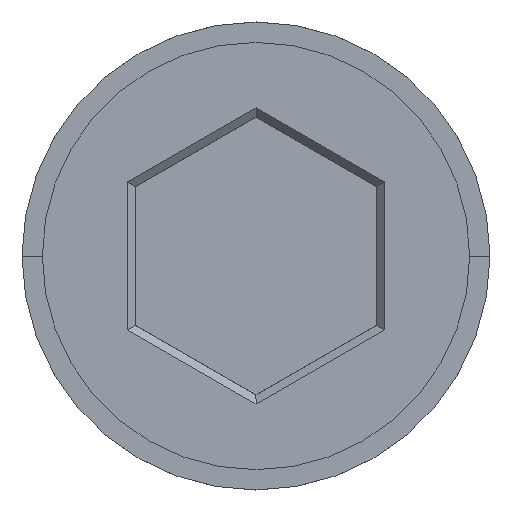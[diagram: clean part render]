
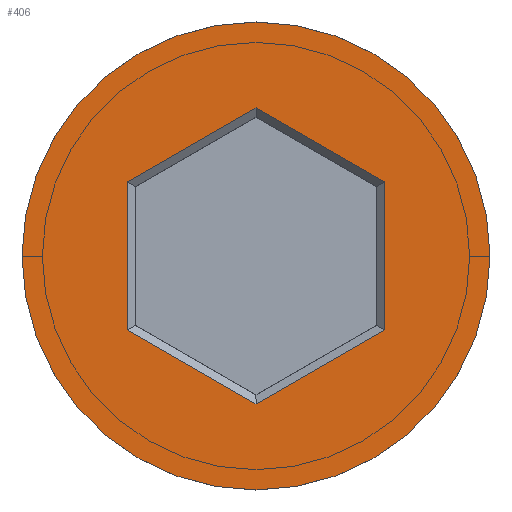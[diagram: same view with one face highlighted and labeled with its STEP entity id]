
A CAD part, top view. The second image highlights one B-rep face of the part: STEP entity #406.
In plain terms, the highlighted planar face has unit normal (0, 0, 1).
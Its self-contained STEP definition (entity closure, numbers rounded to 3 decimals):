
#5 = DIRECTION ( 'NONE',  ( 1., 0., 0. ) ) ;
#8 = LINE ( 'NONE', #1430, #1086 ) ;
#9 = VERTEX_POINT ( 'NONE', #967 ) ;
#42 = ORIENTED_EDGE ( 'NONE', *, *, #1337, .T. ) ;
#46 = CARTESIAN_POINT ( 'NONE',  ( 0., 3.637, 0. ) ) ;
#62 = CARTESIAN_POINT ( 'NONE',  ( 0., 0., 0. ) ) ;
#141 = DIRECTION ( 'NONE',  ( 0., 1., 0. ) ) ;
#171 = VECTOR ( 'NONE', #433, 1000. ) ;
#180 = VERTEX_POINT ( 'NONE', #538 ) ;
#194 = EDGE_CURVE ( 'NONE', #314, #9, #326, .T. ) ;
#222 = AXIS2_PLACEMENT_3D ( 'NONE', #300, #1199, #1213 ) ;
#233 = VERTEX_POINT ( 'NONE', #354 ) ;
#300 = CARTESIAN_POINT ( 'NONE',  ( 0., 0., 0. ) ) ;
#314 = VERTEX_POINT ( 'NONE', #46 ) ;
#326 = LINE ( 'NONE', #771, #524 ) ;
#331 = DIRECTION ( 'NONE',  ( -0.866, 0.5, 0. ) ) ;
#354 = CARTESIAN_POINT ( 'NONE',  ( -3.15, -1.819, 0. ) ) ;
#361 = AXIS2_PLACEMENT_3D ( 'NONE', #62, #1374, #833 ) ;
#389 = CARTESIAN_POINT ( 'NONE',  ( 0.1, -3.58, 0. ) ) ;
#406 = ADVANCED_FACE ( 'NONE', ( #603, #942 ), #1275, .T. ) ;
#433 = DIRECTION ( 'NONE',  ( 0., -1., 0. ) ) ;
#439 = VERTEX_POINT ( 'NONE', #648 ) ;
#453 = CIRCLE ( 'NONE', #754, 5.75 ) ;
#468 = EDGE_LOOP ( 'NONE', ( #960, #42, #541, #770, #1378, #639 ) ) ;
#524 = VECTOR ( 'NONE', #1119, 1000. ) ;
#538 = CARTESIAN_POINT ( 'NONE',  ( -5.75, 0., 0. ) ) ;
#541 = ORIENTED_EDGE ( 'NONE', *, *, #1200, .T. ) ;
#557 = CARTESIAN_POINT ( 'NONE',  ( 0., 0., 0. ) ) ;
#603 = FACE_BOUND ( 'NONE', #468, .T. ) ;
#608 = DIRECTION ( 'NONE',  ( -0.866, -0.5, 0. ) ) ;
#639 = ORIENTED_EDGE ( 'NONE', *, *, #1145, .T. ) ;
#640 = DIRECTION ( 'NONE',  ( 0.866, 0.5, 0. ) ) ;
#646 = ORIENTED_EDGE ( 'NONE', *, *, #1178, .T. ) ;
#648 = CARTESIAN_POINT ( 'NONE',  ( 0., -3.637, 0. ) ) ;
#717 = VERTEX_POINT ( 'NONE', #917 ) ;
#723 = VECTOR ( 'NONE', #640, 1000. ) ;
#754 = AXIS2_PLACEMENT_3D ( 'NONE', #557, #987, #5 ) ;
#767 = CARTESIAN_POINT ( 'NONE',  ( 3.15, -1.703, 0. ) ) ;
#770 = ORIENTED_EDGE ( 'NONE', *, *, #194, .T. ) ;
#771 = CARTESIAN_POINT ( 'NONE',  ( 3.05, 1.876, 0. ) ) ;
#817 = EDGE_CURVE ( 'NONE', #9, #1146, #1011, .T. ) ;
#833 = DIRECTION ( 'NONE',  ( 1., 0., 0. ) ) ;
#835 = LINE ( 'NONE', #389, #1352 ) ;
#854 = CARTESIAN_POINT ( 'NONE',  ( 3.15, -1.819, 0. ) ) ;
#915 = EDGE_CURVE ( 'NONE', #439, #233, #8, .T. ) ;
#917 = CARTESIAN_POINT ( 'NONE',  ( -3.15, 1.819, 0. ) ) ;
#930 = EDGE_LOOP ( 'NONE', ( #646, #1085 ) ) ;
#942 = FACE_OUTER_BOUND ( 'NONE', #930, .T. ) ;
#960 = ORIENTED_EDGE ( 'NONE', *, *, #915, .T. ) ;
#967 = CARTESIAN_POINT ( 'NONE',  ( 3.15, 1.819, 0. ) ) ;
#987 = DIRECTION ( 'NONE',  ( 0., 0., 1. ) ) ;
#1011 = LINE ( 'NONE', #767, #171 ) ;
#1022 = CIRCLE ( 'NONE', #222, 5.75 ) ;
#1033 = LINE ( 'NONE', #1245, #1295 ) ;
#1085 = ORIENTED_EDGE ( 'NONE', *, *, #1185, .T. ) ;
#1086 = VECTOR ( 'NONE', #331, 1000. ) ;
#1119 = DIRECTION ( 'NONE',  ( 0.866, -0.5, 0. ) ) ;
#1145 = EDGE_CURVE ( 'NONE', #1146, #439, #835, .T. ) ;
#1146 = VERTEX_POINT ( 'NONE', #854 ) ;
#1178 = EDGE_CURVE ( 'NONE', #1407, #180, #453, .T. ) ;
#1185 = EDGE_CURVE ( 'NONE', #180, #1407, #1022, .T. ) ;
#1189 = LINE ( 'NONE', #1427, #723 ) ;
#1199 = DIRECTION ( 'NONE',  ( 0., 0., 1. ) ) ;
#1200 = EDGE_CURVE ( 'NONE', #717, #314, #1189, .T. ) ;
#1213 = DIRECTION ( 'NONE',  ( 1., 0., 0. ) ) ;
#1245 = CARTESIAN_POINT ( 'NONE',  ( -3.15, 1.703, 0. ) ) ;
#1275 = PLANE ( 'NONE',  #361 ) ;
#1295 = VECTOR ( 'NONE', #141, 1000. ) ;
#1334 = CARTESIAN_POINT ( 'NONE',  ( 5.75, 0., 0. ) ) ;
#1337 = EDGE_CURVE ( 'NONE', #233, #717, #1033, .T. ) ;
#1352 = VECTOR ( 'NONE', #608, 1000. ) ;
#1374 = DIRECTION ( 'NONE',  ( 0., 0., 1. ) ) ;
#1378 = ORIENTED_EDGE ( 'NONE', *, *, #817, .T. ) ;
#1407 = VERTEX_POINT ( 'NONE', #1334 ) ;
#1427 = CARTESIAN_POINT ( 'NONE',  ( -0.1, 3.58, 0. ) ) ;
#1430 = CARTESIAN_POINT ( 'NONE',  ( -3.05, -1.876, 0. ) ) ;
